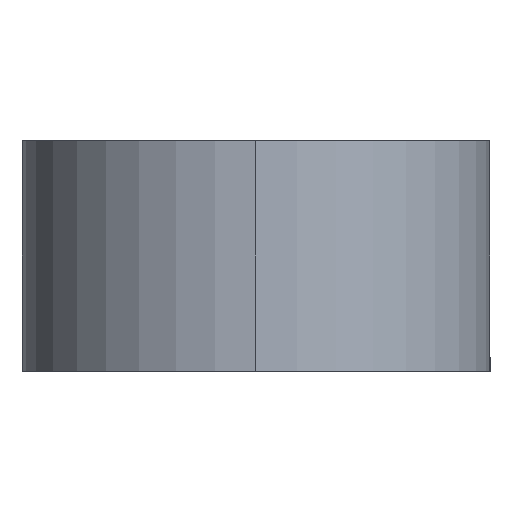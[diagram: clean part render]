
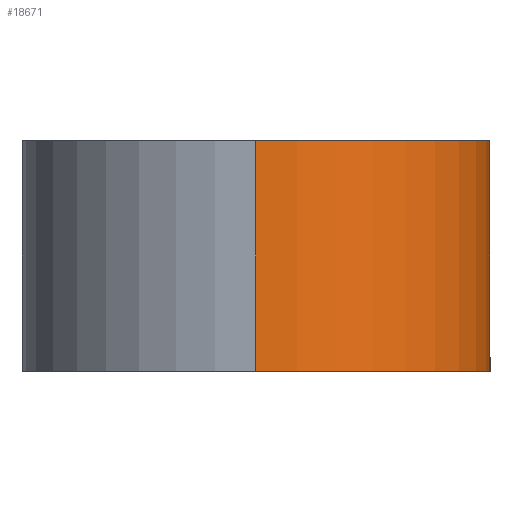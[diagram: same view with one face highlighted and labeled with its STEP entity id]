
A CAD part, left-side view. The second image highlights one B-rep face of the part: STEP entity #18671.
In plain terms, the highlighted cylindrical face has radius 6.2 mm (diameter 12.4 mm), a partial arc.
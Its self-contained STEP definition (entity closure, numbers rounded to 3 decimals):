
#198 = VERTEX_POINT ( 'NONE', #6781 ) ;
#692 = CIRCLE ( 'NONE', #6894, 6.2 ) ;
#865 = LINE ( 'NONE', #11279, #18014 ) ;
#881 = VERTEX_POINT ( 'NONE', #24007 ) ;
#882 = VERTEX_POINT ( 'NONE', #9405 ) ;
#1139 = CARTESIAN_POINT ( 'NONE',  ( -95.25, 0., 1. ) ) ;
#3014 = ORIENTED_EDGE ( 'NONE', *, *, #18741, .T. ) ;
#5768 = CARTESIAN_POINT ( 'NONE',  ( -101.45, 0., 3.05 ) ) ;
#5965 = ORIENTED_EDGE ( 'NONE', *, *, #6250, .F. ) ;
#6250 = EDGE_CURVE ( 'NONE', #882, #198, #23967, .T. ) ;
#6781 = CARTESIAN_POINT ( 'NONE',  ( -95.25, -6.2, -3.05 ) ) ;
#6894 = AXIS2_PLACEMENT_3D ( 'NONE', #23423, #8835, #25853 ) ;
#7389 = CYLINDRICAL_SURFACE ( 'NONE', #31228, 6.2 ) ;
#8835 = DIRECTION ( 'NONE',  ( 0., 0., 1. ) ) ;
#9187 = EDGE_LOOP ( 'NONE', ( #23313, #3014, #26644, #5965 ) ) ;
#9405 = CARTESIAN_POINT ( 'NONE',  ( -95.25, -6.2, 3.05 ) ) ;
#10713 = EDGE_CURVE ( 'NONE', #19868, #882, #11775, .T. ) ;
#11212 = CARTESIAN_POINT ( 'NONE',  ( -95.25, 0., 3.05 ) ) ;
#11279 = CARTESIAN_POINT ( 'NONE',  ( -101.45, 0., 1. ) ) ;
#11371 = DIRECTION ( 'NONE',  ( 0., 0., -1. ) ) ;
#11775 = CIRCLE ( 'NONE', #24189, 6.2 ) ;
#13375 = DIRECTION ( 'NONE',  ( 0., 0., -1. ) ) ;
#13612 = DIRECTION ( 'NONE',  ( 1., 0., 0. ) ) ;
#15846 = DIRECTION ( 'NONE',  ( -1., 0., 0. ) ) ;
#16248 = CARTESIAN_POINT ( 'NONE',  ( -95.25, -6.2, 1. ) ) ;
#16694 = VECTOR ( 'NONE', #11371, 1000. ) ;
#18014 = VECTOR ( 'NONE', #28285, 1000. ) ;
#18671 = ADVANCED_FACE ( 'NONE', ( #21099 ), #7389, .T. ) ;
#18741 = EDGE_CURVE ( 'NONE', #19868, #881, #865, .T. ) ;
#19868 = VERTEX_POINT ( 'NONE', #5768 ) ;
#21099 = FACE_OUTER_BOUND ( 'NONE', #9187, .T. ) ;
#23313 = ORIENTED_EDGE ( 'NONE', *, *, #10713, .F. ) ;
#23423 = CARTESIAN_POINT ( 'NONE',  ( -95.25, 0., -3.05 ) ) ;
#23967 = LINE ( 'NONE', #16248, #16694 ) ;
#24007 = CARTESIAN_POINT ( 'NONE',  ( -101.45, 0., -3.05 ) ) ;
#24189 = AXIS2_PLACEMENT_3D ( 'NONE', #11212, #28211, #13612 ) ;
#25613 = EDGE_CURVE ( 'NONE', #881, #198, #692, .T. ) ;
#25853 = DIRECTION ( 'NONE',  ( 1., 0., 0. ) ) ;
#26644 = ORIENTED_EDGE ( 'NONE', *, *, #25613, .T. ) ;
#28211 = DIRECTION ( 'NONE',  ( 0., 0., 1. ) ) ;
#28285 = DIRECTION ( 'NONE',  ( 0., 0., -1. ) ) ;
#31228 = AXIS2_PLACEMENT_3D ( 'NONE', #1139, #13375, #15846 ) ;
